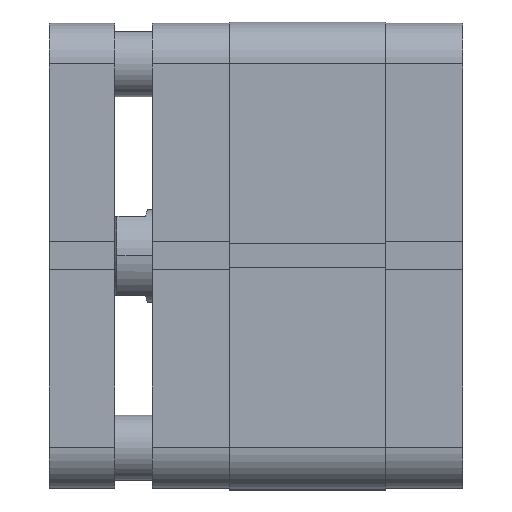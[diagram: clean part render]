
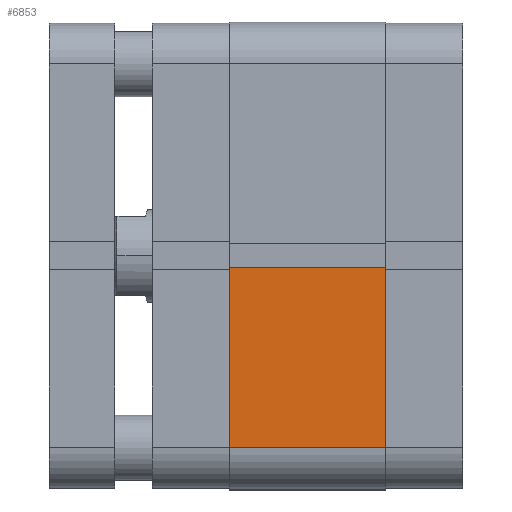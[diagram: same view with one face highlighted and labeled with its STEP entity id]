
A CAD part, top view. The second image highlights one B-rep face of the part: STEP entity #6853.
In plain terms, the highlighted face is planar.
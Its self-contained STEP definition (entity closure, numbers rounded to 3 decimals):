
#2183 = EDGE_LOOP ( 'NONE', ( #2484, #2488, #2489, #2507 ) ) ;
#2484 = ORIENTED_EDGE ( 'NONE', *, *, #2927, .T. ) ;
#2488 = ORIENTED_EDGE ( 'NONE', *, *, #2873, .F. ) ;
#2489 = ORIENTED_EDGE ( 'NONE', *, *, #2955, .F. ) ;
#2507 = ORIENTED_EDGE ( 'NONE', *, *, #2874, .T. ) ;
#2799 = VERTEX_POINT ( 'NONE', #4423 ) ;
#2807 = VERTEX_POINT ( 'NONE', #4431 ) ;
#2873 = EDGE_CURVE ( 'NONE', #3767, #2807, #5126, .T. ) ;
#2874 = EDGE_CURVE ( 'NONE', #3768, #2799, #5128, .T. ) ;
#2927 = EDGE_CURVE ( 'NONE', #2799, #2807, #5209, .T. ) ;
#2955 = EDGE_CURVE ( 'NONE', #3768, #3767, #5276, .T. ) ;
#3617 = AXIS2_PLACEMENT_3D ( 'NONE', #8345, #8351, #8352 ) ;
#3767 = VERTEX_POINT ( 'NONE', #7149 ) ;
#3768 = VERTEX_POINT ( 'NONE', #7150 ) ;
#4423 = CARTESIAN_POINT ( 'NONE',  ( 41., 50., 0. ) ) ;
#4431 = CARTESIAN_POINT ( 'NONE',  ( 2.6, 50., 0. ) ) ;
#4571 = CARTESIAN_POINT ( 'NONE',  ( 2.6, 50., 33.5 ) ) ;
#4573 = CARTESIAN_POINT ( 'NONE',  ( 41., 50., 33.5 ) ) ;
#4574 = DIRECTION ( 'NONE',  ( 0., 0., -1. ) ) ;
#4576 = DIRECTION ( 'NONE',  ( 0., 0., -1. ) ) ;
#4691 = CARTESIAN_POINT ( 'NONE',  ( 2.6, 50., 0. ) ) ;
#4692 = DIRECTION ( 'NONE',  ( -1., 0., 0. ) ) ;
#4757 = CARTESIAN_POINT ( 'NONE',  ( 2.6, 50., 33.5 ) ) ;
#4758 = DIRECTION ( 'NONE',  ( -1., 0., 0. ) ) ;
#5126 = LINE ( 'NONE', #4571, #5131 ) ;
#5128 = LINE ( 'NONE', #4573, #5133 ) ;
#5131 = VECTOR ( 'NONE', #4574, 1000. ) ;
#5133 = VECTOR ( 'NONE', #4576, 1000. ) ;
#5209 = LINE ( 'NONE', #4691, #5218 ) ;
#5218 = VECTOR ( 'NONE', #4692, 1000. ) ;
#5276 = LINE ( 'NONE', #4757, #5277 ) ;
#5277 = VECTOR ( 'NONE', #4758, 1000. ) ;
#6853 = ADVANCED_FACE ( 'NONE', ( #8622 ), #8342, .F. ) ;
#7149 = CARTESIAN_POINT ( 'NONE',  ( 2.6, 50., 33.5 ) ) ;
#7150 = CARTESIAN_POINT ( 'NONE',  ( 41., 50., 33.5 ) ) ;
#8342 = PLANE ( 'NONE',  #3617 ) ;
#8345 = CARTESIAN_POINT ( 'NONE',  ( 2.6, 50., 33.5 ) ) ;
#8351 = DIRECTION ( 'NONE',  ( 0., -1., 0. ) ) ;
#8352 = DIRECTION ( 'NONE',  ( 1., 0., 0. ) ) ;
#8622 = FACE_OUTER_BOUND ( 'NONE', #2183, .T. ) ;
